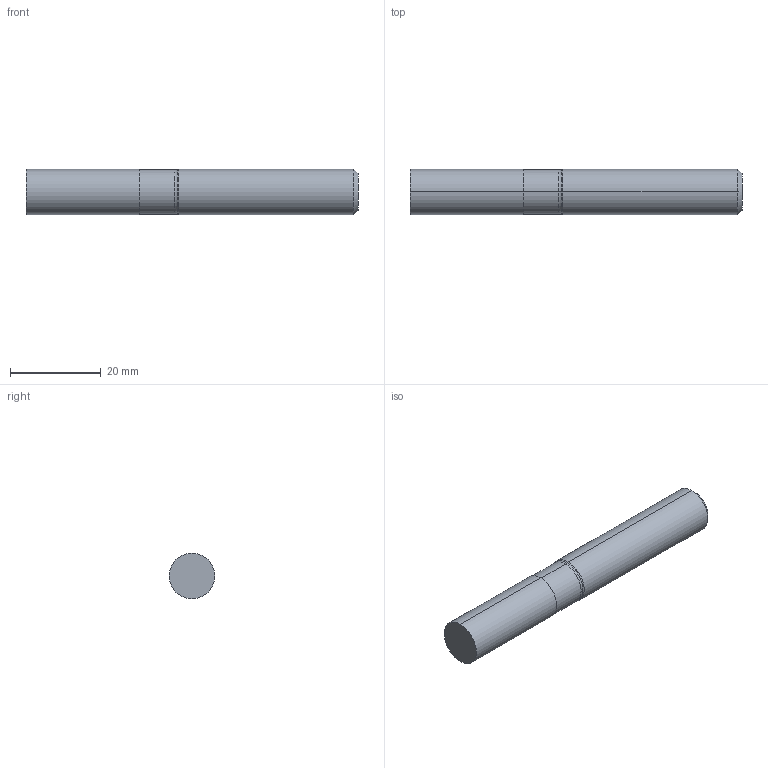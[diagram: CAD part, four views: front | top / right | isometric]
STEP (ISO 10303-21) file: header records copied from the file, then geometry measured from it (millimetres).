
FILE_DESCRIPTION (( 'STEP AP214' ), '1' );
FILE_NAME ('2.406.100.00_3D-model.step', '2020-07-15T10:58:25', ( '' ), ( '' ), 'SwSTEP 2.0', 'SolidWorks 2020', '' );
FILE_SCHEMA (( 'AUTOMOTIVE_DESIGN' ));
Length unit declared in the file: millimetre
Products named in the file (3): CUT-3D^Baugr39; 2.406.100.00_3D-model; NOCUT-3D^Baugr39
Assembly tree (2 placements, depth 2):
  2.406.100.00_3D-model
    CUT-3D^Baugr39
    NOCUT-3D^Baugr39
Bounding box: 73 x 10 x 10 mm (x, y, z)
Volume: 5680.3 mm3; surface area: 2575.9 mm2
Topology: 2 solids, 2 shells, 16 faces, 28 edges, 16 vertices
Faces by surface type: cylinder 6, plane 4, cone 4, torus 2
Entity records: 496 total; most frequent: DIRECTION 88, CARTESIAN_POINT 65, ORIENTED_EDGE 56, AXIS2_PLACEMENT_3D 39, EDGE_CURVE 28, CIRCLE 18, ADVANCED_FACE 16, VERTEX_POINT 16
